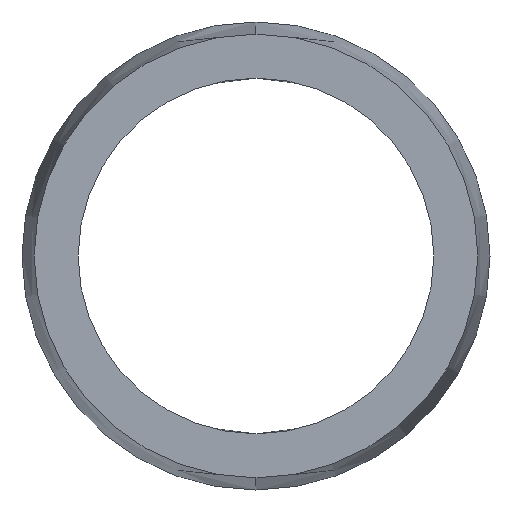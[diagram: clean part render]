
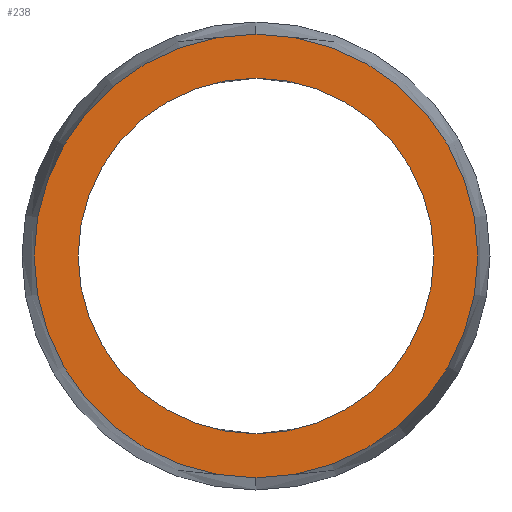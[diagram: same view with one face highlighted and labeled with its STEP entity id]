
A CAD part, left-side view. The second image highlights one B-rep face of the part: STEP entity #238.
In plain terms, the highlighted planar face has unit normal (-1, 0, 0).
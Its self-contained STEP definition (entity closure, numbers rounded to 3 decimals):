
#13 = ORIENTED_EDGE ( 'NONE', *, *, #145, .F. ) ;
#30 = DIRECTION ( 'NONE',  ( -1., 0., 0. ) ) ;
#32 = DIRECTION ( 'NONE',  ( 0., 0., 1. ) ) ;
#68 = CARTESIAN_POINT ( 'NONE',  ( -30., 0., 0. ) ) ;
#75 = DIRECTION ( 'NONE',  ( 0., 0., 1. ) ) ;
#115 = DIRECTION ( 'NONE',  ( -1., 0., 0. ) ) ;
#117 = CARTESIAN_POINT ( 'NONE',  ( -30., 11.85, 0. ) ) ;
#122 = CARTESIAN_POINT ( 'NONE',  ( -30., 0., 0. ) ) ;
#145 = EDGE_CURVE ( 'NONE', #399, #363, #426, .T. ) ;
#159 = CIRCLE ( 'NONE', #481, 11.85 ) ;
#162 = VERTEX_POINT ( 'NONE', #221 ) ;
#163 = EDGE_CURVE ( 'NONE', #363, #399, #232, .T. ) ;
#187 = DIRECTION ( 'NONE',  ( 0., 0., 1. ) ) ;
#221 = CARTESIAN_POINT ( 'NONE',  ( -30., 0., -11.85 ) ) ;
#230 = EDGE_LOOP ( 'NONE', ( #13, #424 ) ) ;
#232 = CIRCLE ( 'NONE', #479, 9.5 ) ;
#238 = ADVANCED_FACE ( 'NONE', ( #347, #343 ), #498, .F. ) ;
#246 = EDGE_CURVE ( 'NONE', #162, #282, #604, .T. ) ;
#248 = DIRECTION ( 'NONE',  ( 0., 0., -1. ) ) ;
#254 = DIRECTION ( 'NONE',  ( 0., 0., 1. ) ) ;
#258 = DIRECTION ( 'NONE',  ( -1., 0., 0. ) ) ;
#272 = CARTESIAN_POINT ( 'NONE',  ( -30., 0., 0. ) ) ;
#282 = VERTEX_POINT ( 'NONE', #295 ) ;
#295 = CARTESIAN_POINT ( 'NONE',  ( -30., 0., 11.85 ) ) ;
#298 = DIRECTION ( 'NONE',  ( 1., 0., 0. ) ) ;
#303 = EDGE_LOOP ( 'NONE', ( #478, #574 ) ) ;
#318 = DIRECTION ( 'NONE',  ( -1., 0., 0. ) ) ;
#330 = EDGE_CURVE ( 'NONE', #282, #162, #159, .T. ) ;
#343 = FACE_OUTER_BOUND ( 'NONE', #303, .T. ) ;
#347 = FACE_BOUND ( 'NONE', #230, .T. ) ;
#360 = CARTESIAN_POINT ( 'NONE',  ( -30., 0., 0. ) ) ;
#363 = VERTEX_POINT ( 'NONE', #554 ) ;
#371 = AXIS2_PLACEMENT_3D ( 'NONE', #122, #258, #75 ) ;
#399 = VERTEX_POINT ( 'NONE', #472 ) ;
#424 = ORIENTED_EDGE ( 'NONE', *, *, #163, .F. ) ;
#426 = CIRCLE ( 'NONE', #371, 9.5 ) ;
#454 = AXIS2_PLACEMENT_3D ( 'NONE', #68, #115, #254 ) ;
#472 = CARTESIAN_POINT ( 'NONE',  ( -30., 0., -9.5 ) ) ;
#478 = ORIENTED_EDGE ( 'NONE', *, *, #246, .T. ) ;
#479 = AXIS2_PLACEMENT_3D ( 'NONE', #360, #318, #32 ) ;
#481 = AXIS2_PLACEMENT_3D ( 'NONE', #272, #30, #187 ) ;
#494 = AXIS2_PLACEMENT_3D ( 'NONE', #117, #298, #248 ) ;
#498 = PLANE ( 'NONE',  #494 ) ;
#554 = CARTESIAN_POINT ( 'NONE',  ( -30., 0., 9.5 ) ) ;
#574 = ORIENTED_EDGE ( 'NONE', *, *, #330, .T. ) ;
#604 = CIRCLE ( 'NONE', #454, 11.85 ) ;
